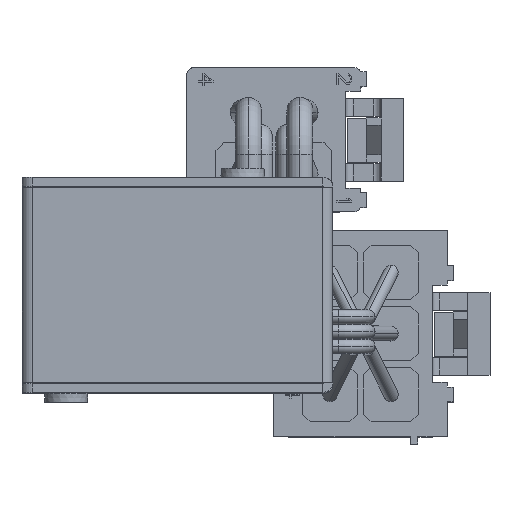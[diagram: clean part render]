
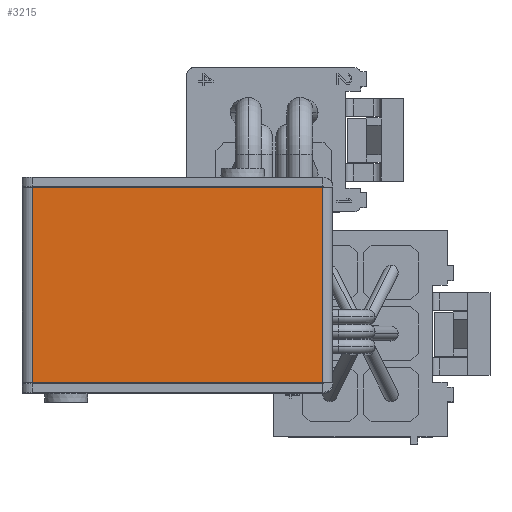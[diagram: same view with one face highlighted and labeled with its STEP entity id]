
A CAD part, top view. The second image highlights one B-rep face of the part: STEP entity #3215.
In plain terms, the highlighted planar face has unit normal (0, 0, 1).
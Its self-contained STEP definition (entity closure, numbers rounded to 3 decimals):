
#1727=CARTESIAN_POINT('',(13.15,-6.61,51.1));
#1728=VERTEX_POINT('',#1727);
#1761=CARTESIAN_POINT('',(13.15,6.61,51.1));
#1762=VERTEX_POINT('',#1761);
#2358=CARTESIAN_POINT('',(-6.55,6.61,51.1));
#2359=VERTEX_POINT('',#2358);
#2360=CARTESIAN_POINT('',(-6.55,6.61,51.1));
#2361=DIRECTION('',(1.,0.,0.));
#2362=VECTOR('',#2361,19.7);
#2363=LINE('',#2360,#2362);
#2364=EDGE_CURVE('',#2359,#1762,#2363,.T.);
#2390=CARTESIAN_POINT('',(13.15,6.61,51.1));
#2391=DIRECTION('',(0.,-1.,0.));
#2392=VECTOR('',#2391,13.22);
#2393=LINE('',#2390,#2392);
#2394=EDGE_CURVE('',#1762,#1728,#2393,.T.);
#2404=CARTESIAN_POINT('',(-6.55,-6.61,51.1));
#2405=VERTEX_POINT('',#2404);
#2406=CARTESIAN_POINT('',(13.15,-6.61,51.1));
#2407=DIRECTION('',(-1.,0.,0.));
#2408=VECTOR('',#2407,19.7);
#2409=LINE('',#2406,#2408);
#2410=EDGE_CURVE('',#1728,#2405,#2409,.T.);
#3199=CARTESIAN_POINT('',(13.15,6.61,51.1));
#3200=DIRECTION('',(0.,-1.,0.));
#3201=DIRECTION('',(-0.,0.,1.));
#3202=AXIS2_PLACEMENT_3D('',#3199,#3201,#3200);
#3203=PLANE('',#3202);
#3204=ORIENTED_EDGE('',*,*,#2410,.F.);
#3205=ORIENTED_EDGE('',*,*,#2394,.F.);
#3206=ORIENTED_EDGE('',*,*,#2364,.F.);
#3207=CARTESIAN_POINT('',(-6.55,6.61,51.1));
#3208=DIRECTION('',(0.,-1.,0.));
#3209=VECTOR('',#3208,13.22);
#3210=LINE('',#3207,#3209);
#3211=EDGE_CURVE('',#2359,#2405,#3210,.T.);
#3212=ORIENTED_EDGE('',*,*,#3211,.T.);
#3213=EDGE_LOOP('',(#3204,#3205,#3206,#3212));
#3214=FACE_OUTER_BOUND('',#3213,.T.);
#3215=ADVANCED_FACE('',(#3214),#3203,.T.);
